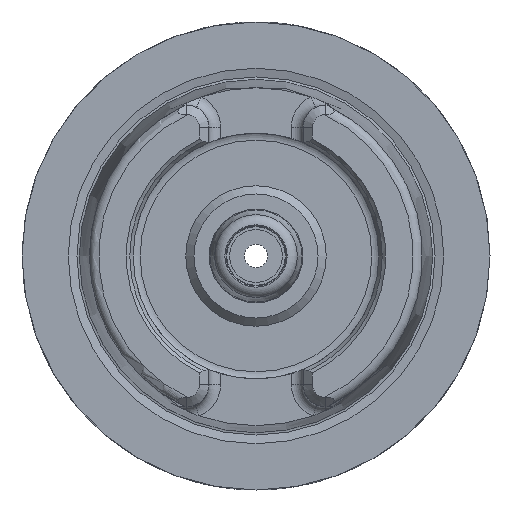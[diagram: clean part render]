
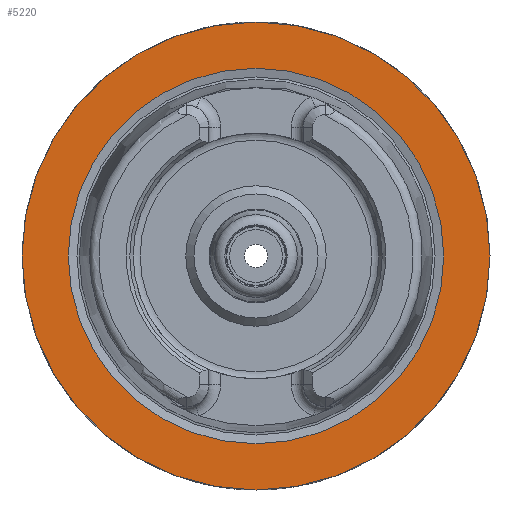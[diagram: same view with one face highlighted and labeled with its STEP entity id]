
A CAD part, left-side view. The second image highlights one B-rep face of the part: STEP entity #5220.
In plain terms, the highlighted planar face has unit normal (-1, 0, 0).
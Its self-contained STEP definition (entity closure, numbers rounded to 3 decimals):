
#4307=CARTESIAN_POINT('',(0.0,20.0,0.0));
#4308=VERTEX_POINT('',#4307);
#4309=CARTESIAN_POINT('',(0.0,0.0,0.0));
#4310=DIRECTION('',(1.0,0.0,0.0));
#4311=DIRECTION('',(0.0,1.0,0.0));
#4312=AXIS2_PLACEMENT_3D('',#4309,#4310,#4311);
#4313=CIRCLE('',#4312,20.0);
#4314=EDGE_CURVE('',#4308,#4308,#4313,.T.);
#5194=CARTESIAN_POINT('',(0.0,16.046,0.0));
#5195=VERTEX_POINT('',#5194);
#5196=CARTESIAN_POINT('',(0.0,0.0,0.0));
#5197=DIRECTION('',(1.0,0.0,0.0));
#5198=DIRECTION('',(0.0,1.0,0.0));
#5199=AXIS2_PLACEMENT_3D('',#5196,#5197,#5198);
#5200=CIRCLE('',#5199,16.046);
#5201=EDGE_CURVE('',#5195,#5195,#5200,.T.);
#5209=CARTESIAN_POINT('',(0.0,18.023,0.0));
#5210=DIRECTION('',(-1.0,0.0,0.0));
#5211=DIRECTION('',(0.0,0.0,1.0));
#5212=AXIS2_PLACEMENT_3D('',#5209,#5210,#5211);
#5213=PLANE('',#5212);
#5214=ORIENTED_EDGE('',*,*,#4314,.F.);
#5215=EDGE_LOOP('',(#5214));
#5216=FACE_OUTER_BOUND('',#5215,.T.);
#5217=ORIENTED_EDGE('',*,*,#5201,.T.);
#5218=EDGE_LOOP('',(#5217));
#5219=FACE_BOUND('',#5218,.T.);
#5220=ADVANCED_FACE('',(#5216,#5219),#5213,.T.);
